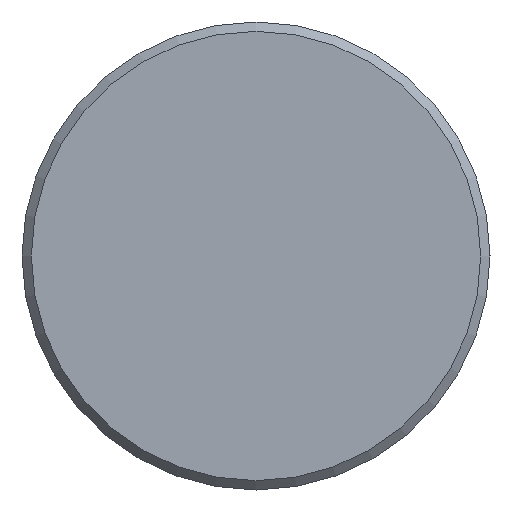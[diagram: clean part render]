
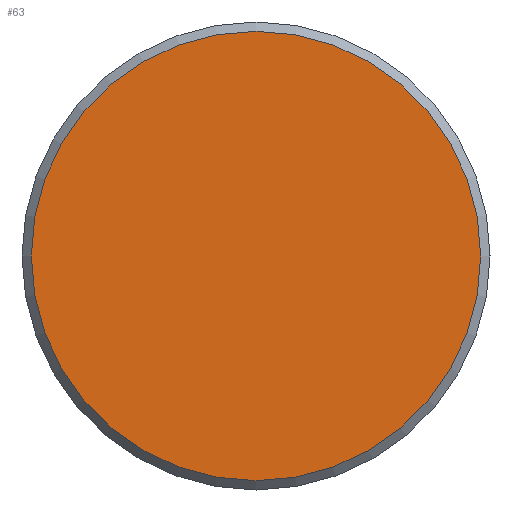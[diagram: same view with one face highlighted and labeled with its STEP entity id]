
A CAD part, left-side view. The second image highlights one B-rep face of the part: STEP entity #63.
In plain terms, the highlighted planar face has unit normal (-1, 0, 0).
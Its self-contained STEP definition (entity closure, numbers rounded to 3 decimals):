
#63 = ADVANCED_FACE( '', ( #133 ), #134, .F. );
#133 = FACE_OUTER_BOUND( '', #198, .T. );
#134 = PLANE( '', #199 );
#198 = EDGE_LOOP( '', ( #281 ) );
#199 = AXIS2_PLACEMENT_3D( '', #282, #283, #284 );
#281 = ORIENTED_EDGE( '', *, *, #316, .F. );
#282 = CARTESIAN_POINT( '', ( -4., 0., 0. ) );
#283 = DIRECTION( '', ( 1., 0., 0. ) );
#284 = DIRECTION( '', ( 0., 0., -1. ) );
#316 = EDGE_CURVE( '', #356, #356, #357, .T. );
#356 = VERTEX_POINT( '', #399 );
#357 = CIRCLE( '', #400, 9.6 );
#399 = CARTESIAN_POINT( '', ( -4., 0., -9.6 ) );
#400 = AXIS2_PLACEMENT_3D( '', #445, #446, #447 );
#445 = CARTESIAN_POINT( '', ( -4., 0., 0. ) );
#446 = DIRECTION( '', ( 1., 0., 0. ) );
#447 = DIRECTION( '', ( 0., 0., -1. ) );
